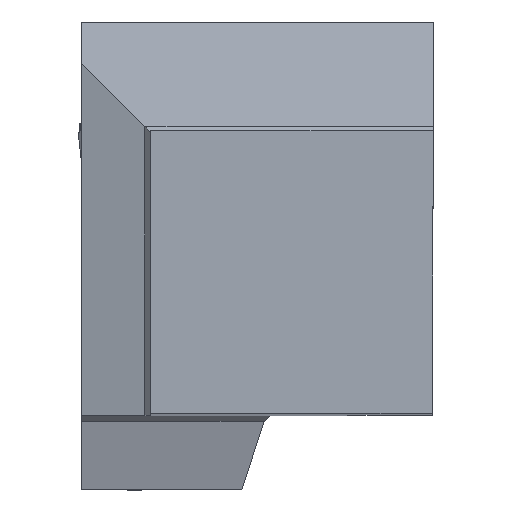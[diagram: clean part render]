
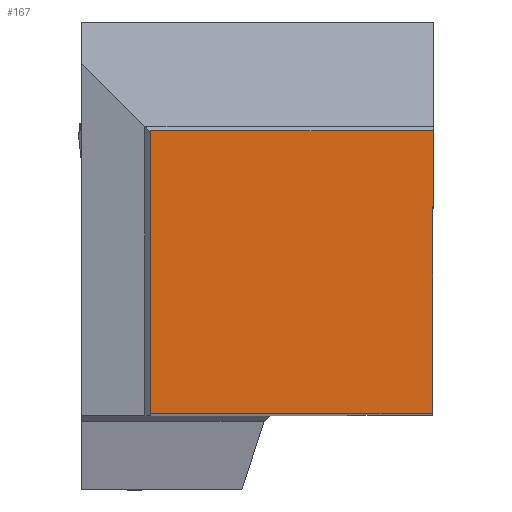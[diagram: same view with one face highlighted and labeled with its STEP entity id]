
A CAD part, top view. The second image highlights one B-rep face of the part: STEP entity #167.
In plain terms, the highlighted planar face has unit normal (0, 0, 1).
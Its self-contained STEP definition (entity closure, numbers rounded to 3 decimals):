
#167=ADVANCED_FACE('BLANK_BOXF006',(#274),#218,.F.);
#218=PLANE('',#1379);
#274=FACE_OUTER_BOUND('',#335,.T.);
#335=EDGE_LOOP('',(#610,#611,#612,#613));
#610=ORIENTED_EDGE('',*,*,#956,.F.);
#611=ORIENTED_EDGE('',*,*,#957,.F.);
#612=ORIENTED_EDGE('',*,*,#955,.F.);
#613=ORIENTED_EDGE('',*,*,#958,.F.);
#805=VERTEX_POINT('',#2073);
#808=VERTEX_POINT('',#2079);
#809=VERTEX_POINT('',#2083);
#810=VERTEX_POINT('',#2084);
#955=EDGE_CURVE('',#808,#805,#1087,.T.);
#956=EDGE_CURVE('',#809,#810,#1088,.T.);
#957=EDGE_CURVE('',#805,#809,#1089,.T.);
#958=EDGE_CURVE('',#810,#808,#1090,.T.);
#1087=LINE('',#2080,#1218);
#1088=LINE('',#2082,#1219);
#1089=LINE('',#2085,#1220);
#1090=LINE('',#2086,#1221);
#1218=VECTOR('',#1659,1.);
#1219=VECTOR('',#1662,1.);
#1220=VECTOR('',#1663,1.);
#1221=VECTOR('',#1664,1.);
#1379=AXIS2_PLACEMENT_3D('',#2087,#1665,#1666);
#1659=DIRECTION('',(-0.004,-1.,0.));
#1662=DIRECTION('',(0.,1.,0.));
#1663=DIRECTION('',(-1.,0.,0.));
#1664=DIRECTION('',(1.,0.,0.));
#1665=DIRECTION('',(0.,0.,-1.));
#1666=DIRECTION('',(0.,-1.,0.));
#2073=CARTESIAN_POINT('',(-0.11,0.,0.));
#2079=CARTESIAN_POINT('',(0.,25.273,0.));
#2080=CARTESIAN_POINT('',(0.551,151.649,0.));
#2082=CARTESIAN_POINT('',(-25.273,-151.65,0.));
#2083=CARTESIAN_POINT('',(-25.273,0.,0.));
#2084=CARTESIAN_POINT('',(-25.273,25.273,0.));
#2085=CARTESIAN_POINT('',(151.65,0.,0.));
#2086=CARTESIAN_POINT('',(-151.65,25.273,0.));
#2087=CARTESIAN_POINT('',(-31.425,-6.604,0.));
